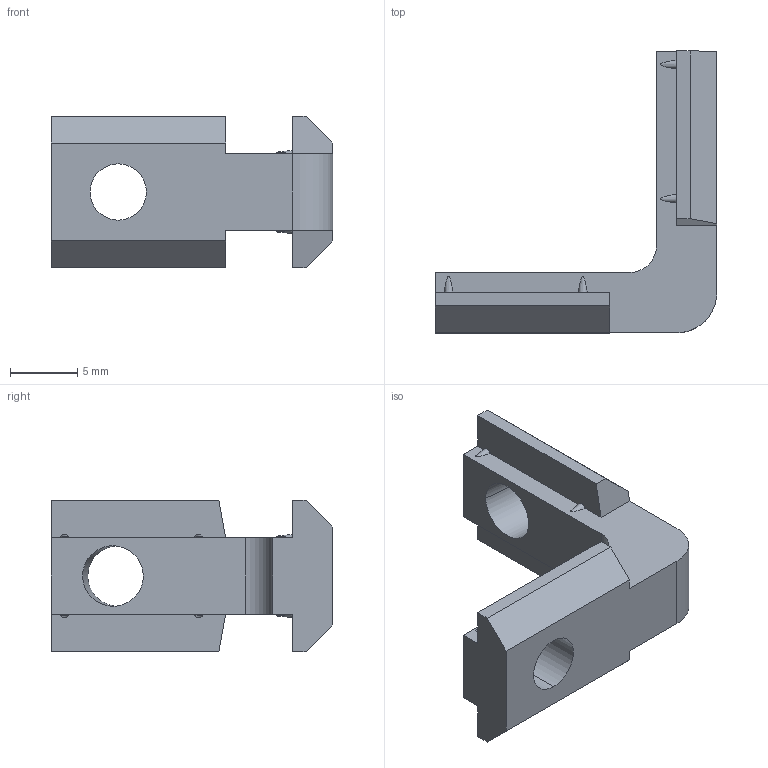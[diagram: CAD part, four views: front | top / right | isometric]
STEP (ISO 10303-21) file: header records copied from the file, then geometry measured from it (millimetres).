
FILE_DESCRIPTION (( 'STEP AP203' ), '1' );
FILE_NAME ('462535575_c_1.STEP', '2023-01-25T05:44:18', ( '' ), ( '' ), 'SwSTEP 2.0', 'SolidWorks 2014', '' );
FILE_SCHEMA (( 'CONFIG_CONTROL_DESIGN' ));
Length unit declared in the file: millimetre
Products named in the file (1): 462535575_c_1
Bounding box: 21 x 21 x 11.3 mm (x, y, z)
Volume: 1152.1 mm3; surface area: 1151.3 mm2
Topology: 1 solids, 1 shells, 50 faces, 128 edges, 80 vertices
Faces by surface type: plane 32, cone 12, cylinder 6
Entity records: 1709 total; most frequent: CARTESIAN_POINT 435, ORIENTED_EDGE 256, DIRECTION 234, EDGE_CURVE 128, LINE 92, VECTOR 92, VERTEX_POINT 80, AXIS2_PLACEMENT_3D 71
